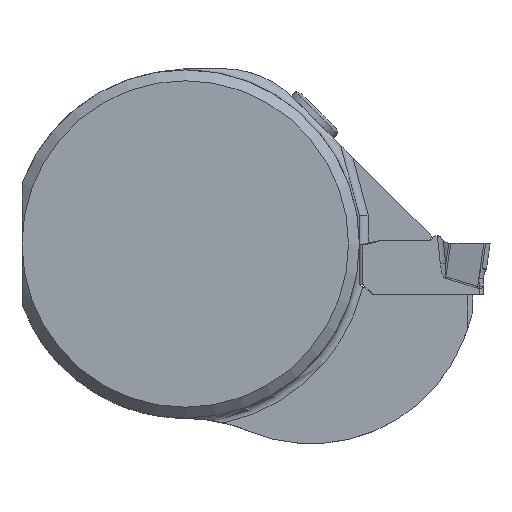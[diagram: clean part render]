
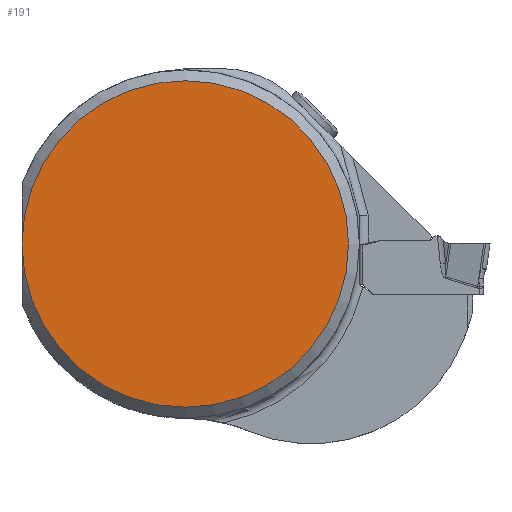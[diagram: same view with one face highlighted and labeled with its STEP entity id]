
A CAD part, top view. The second image highlights one B-rep face of the part: STEP entity #191.
In plain terms, the highlighted planar face has unit normal (0, 0, 1).
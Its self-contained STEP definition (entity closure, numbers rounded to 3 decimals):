
#191=ADVANCED_FACE('',(#375),#317,.F.);
#317=PLANE('',#2449);
#375=FACE_OUTER_BOUND('',#501,.T.);
#501=EDGE_LOOP('',(#870));
#771=CIRCLE('',#2446,15.);
#870=ORIENTED_EDGE('',*,*,#1746,.T.);
#1527=VERTEX_POINT('',#3308);
#1746=EDGE_CURVE('',#1527,#1527,#771,.T.);
#2446=AXIS2_PLACEMENT_3D('',#3309,#2689,#2690);
#2449=AXIS2_PLACEMENT_3D('',#3355,#2695,#2696);
#2689=DIRECTION('',(0.,0.,1.));
#2690=DIRECTION('',(1.,0.,0.));
#2695=DIRECTION('',(0.,0.,-1.));
#2696=DIRECTION('',(1.,0.,0.));
#3308=CARTESIAN_POINT('',(-15.,0.,0.325));
#3309=CARTESIAN_POINT('',(0.,0.,0.325));
#3355=CARTESIAN_POINT('',(0.,0.,0.325));
